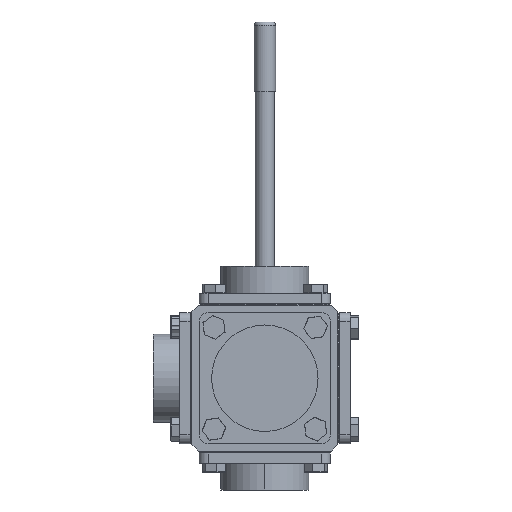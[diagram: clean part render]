
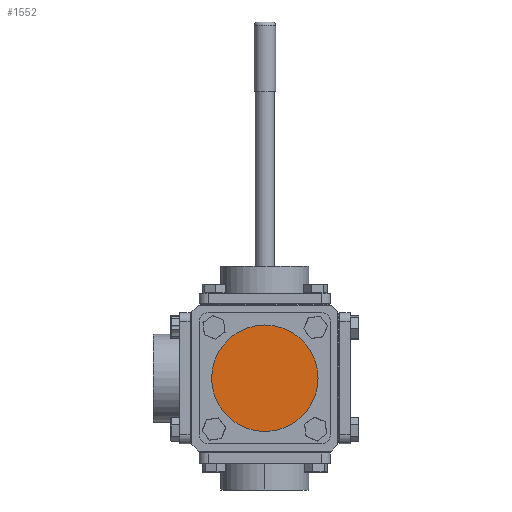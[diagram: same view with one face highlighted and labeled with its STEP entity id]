
A CAD part, front view. The second image highlights one B-rep face of the part: STEP entity #1552.
In plain terms, the highlighted planar face has unit normal (0, -1, 0).
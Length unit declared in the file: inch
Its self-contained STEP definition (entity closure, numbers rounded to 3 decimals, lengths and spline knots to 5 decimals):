
#1552 = ADVANCED_FACE ( 'NONE', ( #14062 ), #12022, .T. ) ;
#1895 = DIRECTION ( 'NONE',  ( 0., 0., -1. ) ) ;
#2323 = EDGE_CURVE ( 'NONE', #13208, #9563, #6092, .T. ) ;
#3594 = ORIENTED_EDGE ( 'NONE', *, *, #2323, .T. ) ;
#5188 = DIRECTION ( 'NONE',  ( 0., -1., 0. ) ) ;
#5432 = AXIS2_PLACEMENT_3D ( 'NONE', #24772, #8318, #1895 ) ;
#6092 = CIRCLE ( 'NONE', #21303, 3. ) ;
#7018 = AXIS2_PLACEMENT_3D ( 'NONE', #13097, #10775, #11175 ) ;
#7365 = CARTESIAN_POINT ( 'NONE',  ( -0.12588, -3.64253, -0.55825 ) ) ;
#8318 = DIRECTION ( 'NONE',  ( 0., -1., 0. ) ) ;
#9563 = VERTEX_POINT ( 'NONE', #26776 ) ;
#10775 = DIRECTION ( 'NONE',  ( 0., -1., 0. ) ) ;
#11175 = DIRECTION ( 'NONE',  ( 0., 0., -1. ) ) ;
#12022 = PLANE ( 'NONE',  #5432 ) ;
#13097 = CARTESIAN_POINT ( 'NONE',  ( -0.12588, -3.64253, -0.55825 ) ) ;
#13208 = VERTEX_POINT ( 'NONE', #23524 ) ;
#14062 = FACE_OUTER_BOUND ( 'NONE', #26191, .T. ) ;
#14835 = CIRCLE ( 'NONE', #7018, 3. ) ;
#19788 = DIRECTION ( 'NONE',  ( 0., 0., -1. ) ) ;
#21303 = AXIS2_PLACEMENT_3D ( 'NONE', #7365, #5188, #19788 ) ;
#23260 = EDGE_CURVE ( 'NONE', #9563, #13208, #14835, .T. ) ;
#23524 = CARTESIAN_POINT ( 'NONE',  ( -0.12588, -3.64253, 2.44175 ) ) ;
#24772 = CARTESIAN_POINT ( 'NONE',  ( -0.12588, -3.64253, -0.55825 ) ) ;
#25840 = ORIENTED_EDGE ( 'NONE', *, *, #23260, .T. ) ;
#26191 = EDGE_LOOP ( 'NONE', ( #25840, #3594 ) ) ;
#26776 = CARTESIAN_POINT ( 'NONE',  ( -0.12588, -3.64253, -3.55825 ) ) ;
